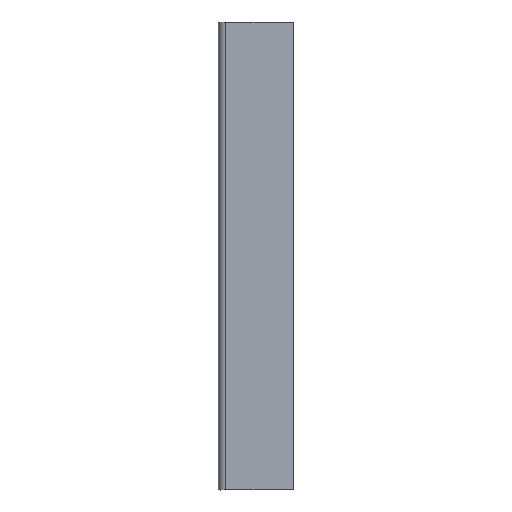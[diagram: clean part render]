
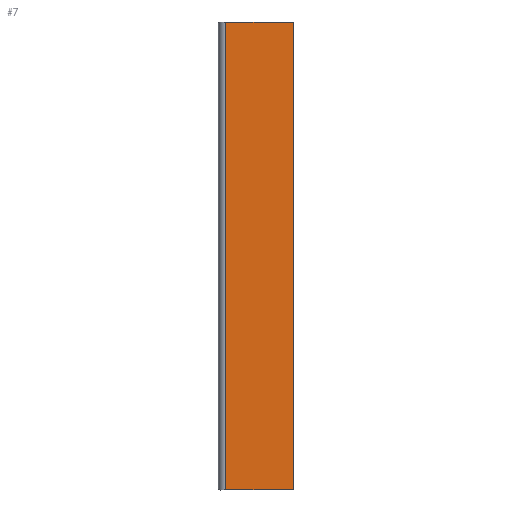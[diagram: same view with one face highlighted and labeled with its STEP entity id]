
A CAD part, front view. The second image highlights one B-rep face of the part: STEP entity #7.
In plain terms, the highlighted planar face has unit normal (0, -1, 0).
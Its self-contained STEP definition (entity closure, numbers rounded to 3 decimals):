
#7 = ADVANCED_FACE ( 'NONE', ( #337 ), #23, .T. ) ;
#23 = PLANE ( 'NONE',  #244 ) ;
#27 = DIRECTION ( 'NONE',  ( 0., 0., -1. ) ) ;
#35 = EDGE_LOOP ( 'NONE', ( #119, #278, #203, #351 ) ) ;
#78 = CARTESIAN_POINT ( 'NONE',  ( 0., 0., 196.5 ) ) ;
#88 = EDGE_CURVE ( 'NONE', #107, #520, #100, .T. ) ;
#97 = EDGE_CURVE ( 'NONE', #502, #341, #109, .T. ) ;
#100 = LINE ( 'NONE', #526, #303 ) ;
#105 = VECTOR ( 'NONE', #490, 1000. ) ;
#107 = VERTEX_POINT ( 'NONE', #378 ) ;
#109 = LINE ( 'NONE', #78, #105 ) ;
#119 = ORIENTED_EDGE ( 'NONE', *, *, #213, .F. ) ;
#147 = CARTESIAN_POINT ( 'NONE',  ( 0., 0., -196.5 ) ) ;
#170 = DIRECTION ( 'NONE',  ( -1., 0., 0. ) ) ;
#180 = CARTESIAN_POINT ( 'NONE',  ( -57., 0., -196.5 ) ) ;
#203 = ORIENTED_EDGE ( 'NONE', *, *, #243, .T. ) ;
#205 = LINE ( 'NONE', #252, #342 ) ;
#211 = DIRECTION ( 'NONE',  ( 0., -1., 0. ) ) ;
#213 = EDGE_CURVE ( 'NONE', #341, #520, #448, .T. ) ;
#232 = DIRECTION ( 'NONE',  ( 1., 0., 0. ) ) ;
#243 = EDGE_CURVE ( 'NONE', #502, #107, #205, .T. ) ;
#244 = AXIS2_PLACEMENT_3D ( 'NONE', #515, #211, #232 ) ;
#245 = CARTESIAN_POINT ( 'NONE',  ( 0., 0., -196.5 ) ) ;
#252 = CARTESIAN_POINT ( 'NONE',  ( 0., 0., 196.5 ) ) ;
#278 = ORIENTED_EDGE ( 'NONE', *, *, #97, .F. ) ;
#303 = VECTOR ( 'NONE', #27, 1000. ) ;
#337 = FACE_OUTER_BOUND ( 'NONE', #35, .T. ) ;
#341 = VERTEX_POINT ( 'NONE', #245 ) ;
#342 = VECTOR ( 'NONE', #170, 1000. ) ;
#351 = ORIENTED_EDGE ( 'NONE', *, *, #88, .T. ) ;
#378 = CARTESIAN_POINT ( 'NONE',  ( -57., 0., 196.5 ) ) ;
#414 = DIRECTION ( 'NONE',  ( -1., 0., 0. ) ) ;
#448 = LINE ( 'NONE', #147, #523 ) ;
#490 = DIRECTION ( 'NONE',  ( 0., 0., -1. ) ) ;
#502 = VERTEX_POINT ( 'NONE', #527 ) ;
#515 = CARTESIAN_POINT ( 'NONE',  ( 0., 0., 196.5 ) ) ;
#520 = VERTEX_POINT ( 'NONE', #180 ) ;
#523 = VECTOR ( 'NONE', #414, 1000. ) ;
#526 = CARTESIAN_POINT ( 'NONE',  ( -57., 0., 196.5 ) ) ;
#527 = CARTESIAN_POINT ( 'NONE',  ( 0., 0., 196.5 ) ) ;
